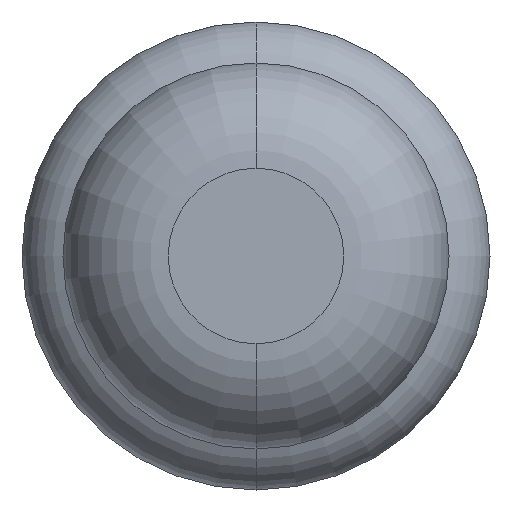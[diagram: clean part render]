
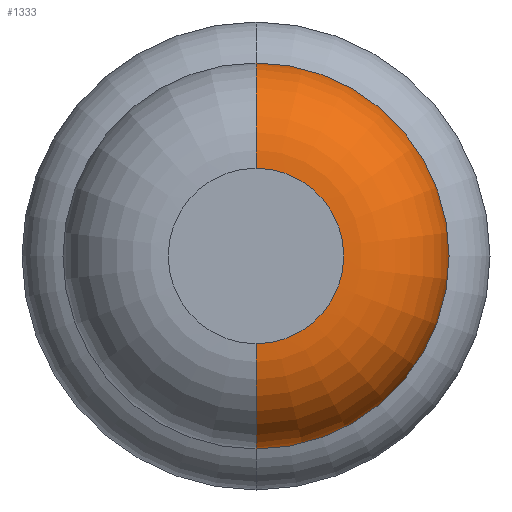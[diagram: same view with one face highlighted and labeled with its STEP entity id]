
A CAD part, front view. The second image highlights one B-rep face of the part: STEP entity #1333.
In plain terms, the highlighted toroidal (fillet/blend) face has major radius 0.375 mm and minor radius 0.45 mm.
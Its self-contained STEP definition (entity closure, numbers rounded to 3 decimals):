
#233 = VERTEX_POINT ( 'NONE', #2944 ) ;
#366 = ORIENTED_EDGE ( 'NONE', *, *, #2503, .F. ) ;
#391 = DIRECTION ( 'NONE',  ( 0., 0., 1. ) ) ;
#570 = CIRCLE ( 'NONE', #1480, 0.45 ) ;
#659 = CIRCLE ( 'NONE', #1569, 0.825 ) ;
#663 = DIRECTION ( 'NONE',  ( 0., 0., 1. ) ) ;
#883 = FACE_OUTER_BOUND ( 'NONE', #4273, .T. ) ;
#924 = TOROIDAL_SURFACE ( 'NONE', #3263, 0.375, 0.45 ) ;
#1184 = CARTESIAN_POINT ( 'NONE',  ( 0., -23.55, 0. ) ) ;
#1221 = DIRECTION ( 'NONE',  ( 0., 0., 1. ) ) ;
#1241 = CARTESIAN_POINT ( 'NONE',  ( 0., -24., -0.375 ) ) ;
#1268 = EDGE_CURVE ( 'NONE', #2388, #233, #570, .T. ) ;
#1280 = CIRCLE ( 'NONE', #2431, 0.45 ) ;
#1333 = ADVANCED_FACE ( 'Defeature ausgef�hrt1_6', ( #883 ), #924, .T. ) ;
#1414 = DIRECTION ( 'NONE',  ( 0., 1., 0. ) ) ;
#1480 = AXIS2_PLACEMENT_3D ( 'NONE', #2034, #1697, #3647 ) ;
#1569 = AXIS2_PLACEMENT_3D ( 'NONE', #1184, #2494, #3511 ) ;
#1588 = CARTESIAN_POINT ( 'NONE',  ( 0., -23.55, 0.825 ) ) ;
#1601 = VERTEX_POINT ( 'NONE', #1871 ) ;
#1625 = DIRECTION ( 'NONE',  ( -1., 0., 0. ) ) ;
#1697 = DIRECTION ( 'NONE',  ( 1., 0., 0. ) ) ;
#1871 = CARTESIAN_POINT ( 'NONE',  ( 0., -24., 0.375 ) ) ;
#1931 = ORIENTED_EDGE ( 'NONE', *, *, #1268, .T. ) ;
#1953 = EDGE_CURVE ( 'Defeature ausgef�hrt1_6+Defeature ausgef�hrt1_5+Defeature ausgef�hrt1_5+Defeature ausgef�hrt1_5', #1601, #2388, #2910, .T. ) ;
#2034 = CARTESIAN_POINT ( 'NONE',  ( 0., -23.55, -0.375 ) ) ;
#2388 = VERTEX_POINT ( 'NONE', #1241 ) ;
#2431 = AXIS2_PLACEMENT_3D ( 'NONE', #3602, #1625, #663 ) ;
#2494 = DIRECTION ( 'NONE',  ( 0., 1., 0. ) ) ;
#2503 = EDGE_CURVE ( 'Defeature ausgef�hrt1_7+Defeature ausgef�hrt1_6+Defeature ausgef�hrt1_6+Defeature ausgef�hrt1_6', #2683, #233, #659, .T. ) ;
#2683 = VERTEX_POINT ( 'NONE', #1588 ) ;
#2910 = CIRCLE ( 'NONE', #3161, 0.375 ) ;
#2944 = CARTESIAN_POINT ( 'NONE',  ( 0., -23.55, -0.825 ) ) ;
#3071 = CARTESIAN_POINT ( 'NONE',  ( 0., -23.55, 0. ) ) ;
#3161 = AXIS2_PLACEMENT_3D ( 'NONE', #3568, #3214, #1221 ) ;
#3214 = DIRECTION ( 'NONE',  ( 0., 1., 0. ) ) ;
#3263 = AXIS2_PLACEMENT_3D ( 'NONE', #3071, #1414, #391 ) ;
#3290 = ORIENTED_EDGE ( 'NONE', *, *, #4283, .F. ) ;
#3511 = DIRECTION ( 'NONE',  ( 0., 0., 1. ) ) ;
#3568 = CARTESIAN_POINT ( 'NONE',  ( 0., -24., 0. ) ) ;
#3602 = CARTESIAN_POINT ( 'NONE',  ( 0., -23.55, 0.375 ) ) ;
#3647 = DIRECTION ( 'NONE',  ( 0., 0., -1. ) ) ;
#4090 = ORIENTED_EDGE ( 'NONE', *, *, #1953, .T. ) ;
#4273 = EDGE_LOOP ( 'NONE', ( #4090, #1931, #366, #3290 ) ) ;
#4283 = EDGE_CURVE ( 'NONE', #1601, #2683, #1280, .T. ) ;
